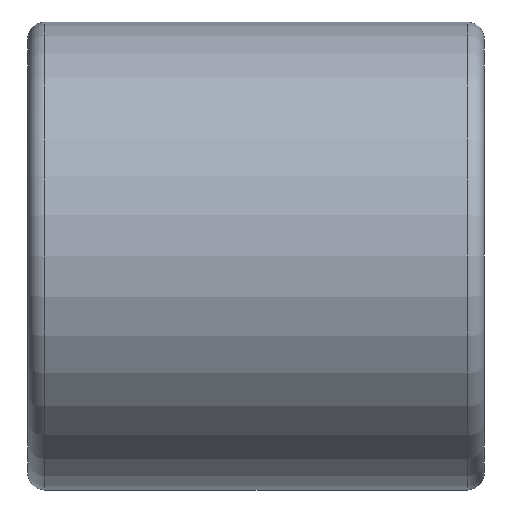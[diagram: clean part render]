
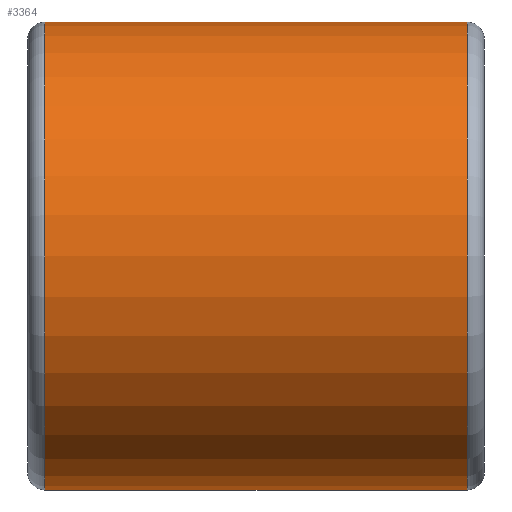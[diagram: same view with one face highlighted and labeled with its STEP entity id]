
A CAD part, front view. The second image highlights one B-rep face of the part: STEP entity #3364.
In plain terms, the highlighted cylindrical face has radius 41 mm (diameter 82 mm), a partial arc.
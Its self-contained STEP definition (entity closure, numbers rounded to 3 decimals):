
#5 = DIRECTION ( 'NONE',  ( 0., 0., 1. ) ) ;
#329 = CARTESIAN_POINT ( 'NONE',  ( 77., 0., -41. ) ) ;
#485 = CARTESIAN_POINT ( 'NONE',  ( 3., 0., 0. ) ) ;
#656 = EDGE_CURVE ( 'NONE', #4632, #2546, #2266, .T. ) ;
#673 = ORIENTED_EDGE ( 'NONE', *, *, #3841, .T. ) ;
#847 = CARTESIAN_POINT ( 'NONE',  ( 77., 0., 0. ) ) ;
#891 = DIRECTION ( 'NONE',  ( 0., 0., -1. ) ) ;
#1094 = CYLINDRICAL_SURFACE ( 'NONE', #1283, 41. ) ;
#1173 = EDGE_CURVE ( 'NONE', #2546, #3134, #1514, .T. ) ;
#1249 = DIRECTION ( 'NONE',  ( 0., 0., 1. ) ) ;
#1283 = AXIS2_PLACEMENT_3D ( 'NONE', #2392, #5114, #5 ) ;
#1363 = EDGE_LOOP ( 'NONE', ( #2928, #3793, #2299, #673 ) ) ;
#1514 = LINE ( 'NONE', #2996, #3486 ) ;
#1594 = FACE_OUTER_BOUND ( 'NONE', #1363, .T. ) ;
#1647 = CARTESIAN_POINT ( 'NONE',  ( 77., 0., 41. ) ) ;
#2064 = VERTEX_POINT ( 'NONE', #2465 ) ;
#2214 = AXIS2_PLACEMENT_3D ( 'NONE', #847, #3605, #1249 ) ;
#2223 = DIRECTION ( 'NONE',  ( -1., 0., 0. ) ) ;
#2243 = CARTESIAN_POINT ( 'NONE',  ( 3., 0., 41. ) ) ;
#2266 = CIRCLE ( 'NONE', #2214, 41. ) ;
#2299 = ORIENTED_EDGE ( 'NONE', *, *, #1173, .T. ) ;
#2392 = CARTESIAN_POINT ( 'NONE',  ( 0., 0., 0. ) ) ;
#2465 = CARTESIAN_POINT ( 'NONE',  ( 3., 0., -41. ) ) ;
#2546 = VERTEX_POINT ( 'NONE', #1647 ) ;
#2676 = EDGE_CURVE ( 'NONE', #4632, #2064, #4598, .T. ) ;
#2928 = ORIENTED_EDGE ( 'NONE', *, *, #2676, .F. ) ;
#2989 = CARTESIAN_POINT ( 'NONE',  ( 0., 0., -41. ) ) ;
#2996 = CARTESIAN_POINT ( 'NONE',  ( 0., 0., 41. ) ) ;
#3134 = VERTEX_POINT ( 'NONE', #2243 ) ;
#3266 = DIRECTION ( 'NONE',  ( 1., 0., 0. ) ) ;
#3285 = CIRCLE ( 'NONE', #3621, 41. ) ;
#3364 = ADVANCED_FACE ( 'NONE', ( #1594 ), #1094, .T. ) ;
#3486 = VECTOR ( 'NONE', #2223, 1000. ) ;
#3552 = VECTOR ( 'NONE', #4192, 1000. ) ;
#3605 = DIRECTION ( 'NONE',  ( -1., 0., 0. ) ) ;
#3621 = AXIS2_PLACEMENT_3D ( 'NONE', #485, #3266, #891 ) ;
#3793 = ORIENTED_EDGE ( 'NONE', *, *, #656, .T. ) ;
#3841 = EDGE_CURVE ( 'NONE', #3134, #2064, #3285, .T. ) ;
#4192 = DIRECTION ( 'NONE',  ( -1., 0., 0. ) ) ;
#4598 = LINE ( 'NONE', #2989, #3552 ) ;
#4632 = VERTEX_POINT ( 'NONE', #329 ) ;
#5114 = DIRECTION ( 'NONE',  ( -1., 0., 0. ) ) ;
